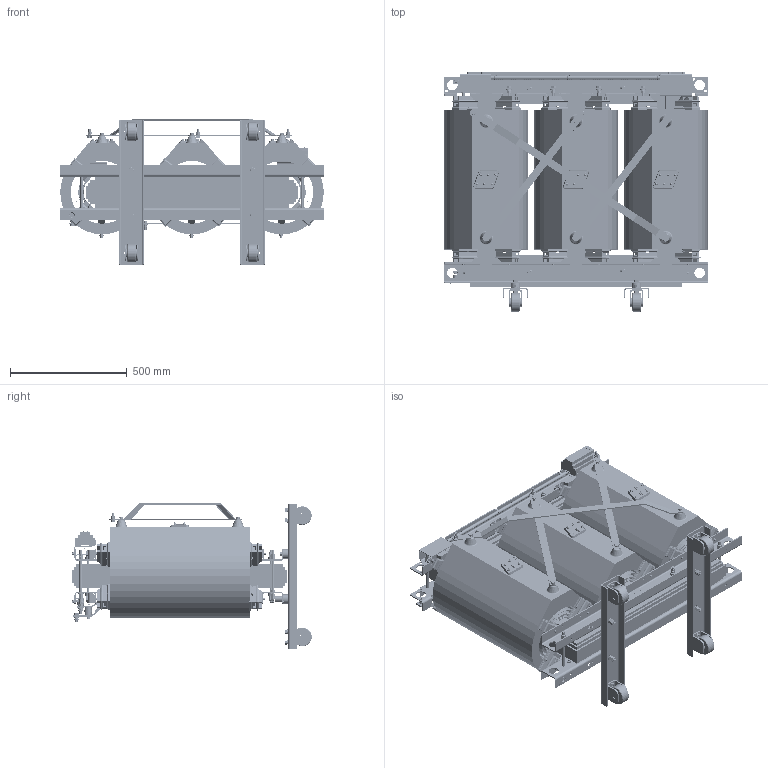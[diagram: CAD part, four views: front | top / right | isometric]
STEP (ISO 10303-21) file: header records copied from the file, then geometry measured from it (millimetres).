
FILE_DESCRIPTION (( 'STEP AP214' ), '1' );
FILE_NAME ('ﾒﾋﾑ-160 ﾄ.Y (ﾀ) Uk=6%.STEP', '2023-06-08T06:20:40', ( '' ), ( '' ), 'SwSTEP 2.0', 'SolidWorks 2010', '' );
FILE_SCHEMA (( 'AUTOMOTIVE_DESIGN' ));
Length unit declared in the file: millimetre
Products named in the file (1): ﾒﾋﾑ-160 ﾄ.Y (ﾀ) Uk=6%
Bounding box: 1130 x 1026.46 x 622.68 mm (x, y, z)
Surface area: 17305584.1 mm2 (no closed solid volume)
Topology: 0 solids, 1004 shells, 5036 faces, 30494 edges, 25965 vertices
Faces by surface type: plane 2818, cylinder 1769, cone 361, sphere 36, torus 28, bspline 24
Entity records: 358377 total; most frequent: CARTESIAN_POINT 78063, DIRECTION 44215, ORIENTED_EDGE 37812, EDGE_CURVE 30488, VERTEX_POINT 25965, LINE 22593, VECTOR 22593, AXIS2_PLACEMENT_3D 10811
